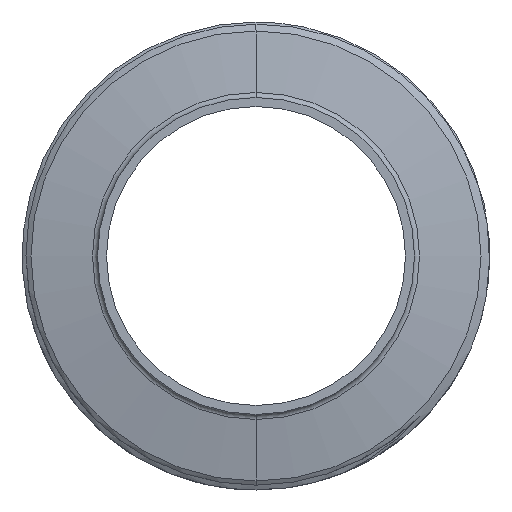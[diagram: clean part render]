
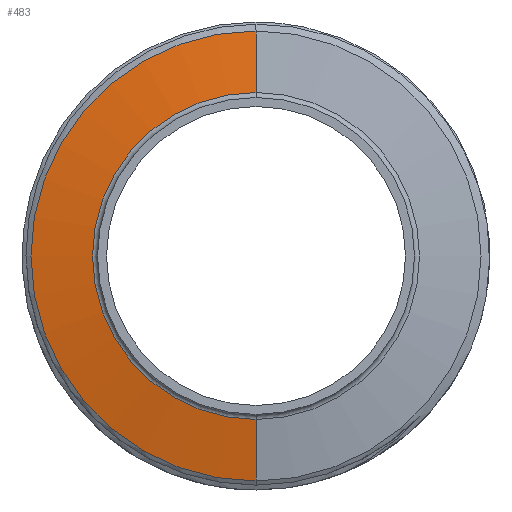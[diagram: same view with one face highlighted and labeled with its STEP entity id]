
A CAD part, left-side view. The second image highlights one B-rep face of the part: STEP entity #483.
In plain terms, the highlighted conical face has half-angle 80 degrees and reference radius 37.621 mm.
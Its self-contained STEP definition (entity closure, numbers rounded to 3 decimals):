
#31 = CIRCLE ( 'NONE', #2276, 37.621 ) ;
#320 = DIRECTION ( 'NONE',  ( 0.174, 0., -0.985 ) ) ;
#343 = FACE_OUTER_BOUND ( 'NONE', #2526, .T. ) ;
#483 = ADVANCED_FACE ( 'NONE', ( #343 ), #2770, .T. ) ;
#587 = CARTESIAN_POINT ( 'NONE',  ( 4.06, -25.368, 0. ) ) ;
#660 = CARTESIAN_POINT ( 'NONE',  ( 4.06, -25.368, -37.621 ) ) ;
#665 = ORIENTED_EDGE ( 'NONE', *, *, #831, .T. ) ;
#789 = EDGE_CURVE ( 'NONE', #861, #2126, #3237, .T. ) ;
#831 = EDGE_CURVE ( 'NONE', #1122, #2126, #31, .T. ) ;
#833 = AXIS2_PLACEMENT_3D ( 'NONE', #1460, #2651, #2668 ) ;
#857 = DIRECTION ( 'NONE',  ( -1., 0., 0. ) ) ;
#861 = VERTEX_POINT ( 'NONE', #3565 ) ;
#884 = VERTEX_POINT ( 'NONE', #3278 ) ;
#976 = ORIENTED_EDGE ( 'NONE', *, *, #2458, .F. ) ;
#1109 = AXIS2_PLACEMENT_3D ( 'NONE', #3606, #2504, #1564 ) ;
#1122 = VERTEX_POINT ( 'NONE', #3639 ) ;
#1306 = DIRECTION ( 'NONE',  ( 0.174, 0., 0.985 ) ) ;
#1460 = CARTESIAN_POINT ( 'NONE',  ( 2.244, -25.368, 0. ) ) ;
#1500 = DIRECTION ( 'NONE',  ( 0., 0., 1. ) ) ;
#1564 = DIRECTION ( 'NONE',  ( 0., 0., -1. ) ) ;
#1923 = CARTESIAN_POINT ( 'NONE',  ( 4.06, -25.368, 37.621 ) ) ;
#2126 = VERTEX_POINT ( 'NONE', #660 ) ;
#2270 = ORIENTED_EDGE ( 'NONE', *, *, #3510, .T. ) ;
#2276 = AXIS2_PLACEMENT_3D ( 'NONE', #587, #857, #1500 ) ;
#2458 = EDGE_CURVE ( 'NONE', #884, #861, #2500, .T. ) ;
#2500 = CIRCLE ( 'NONE', #833, 27.326 ) ;
#2504 = DIRECTION ( 'NONE',  ( 1., 0., 0. ) ) ;
#2526 = EDGE_LOOP ( 'NONE', ( #976, #2270, #665, #2873 ) ) ;
#2651 = DIRECTION ( 'NONE',  ( -1., 0., 0. ) ) ;
#2668 = DIRECTION ( 'NONE',  ( 0., 0., 1. ) ) ;
#2770 = CONICAL_SURFACE ( 'NONE', #1109, 37.621, 1.396 ) ;
#2873 = ORIENTED_EDGE ( 'NONE', *, *, #789, .F. ) ;
#2928 = CARTESIAN_POINT ( 'NONE',  ( 4.06, -25.368, -37.621 ) ) ;
#3237 = LINE ( 'NONE', #2928, #3398 ) ;
#3278 = CARTESIAN_POINT ( 'NONE',  ( 2.244, -25.368, 27.326 ) ) ;
#3398 = VECTOR ( 'NONE', #320, 1000. ) ;
#3404 = LINE ( 'NONE', #1923, #3772 ) ;
#3510 = EDGE_CURVE ( 'NONE', #884, #1122, #3404, .T. ) ;
#3565 = CARTESIAN_POINT ( 'NONE',  ( 2.244, -25.368, -27.326 ) ) ;
#3606 = CARTESIAN_POINT ( 'NONE',  ( 4.06, -25.368, 0. ) ) ;
#3639 = CARTESIAN_POINT ( 'NONE',  ( 4.06, -25.368, 37.621 ) ) ;
#3772 = VECTOR ( 'NONE', #1306, 1000. ) ;
